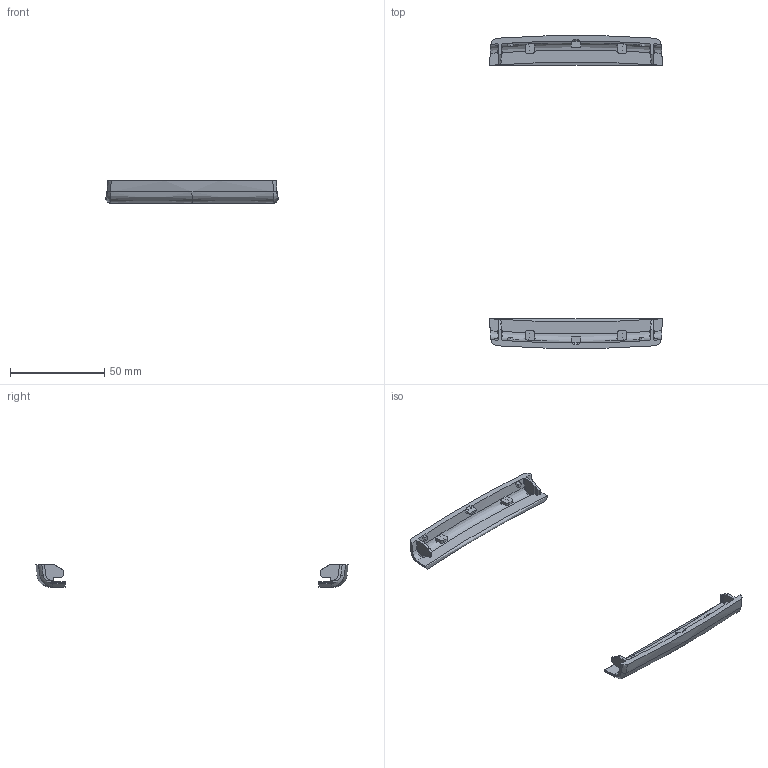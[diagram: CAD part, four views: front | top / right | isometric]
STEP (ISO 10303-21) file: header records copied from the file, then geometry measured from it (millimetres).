
FILE_DESCRIPTION((''),'2;1');
FILE_NAME('93170010_Circum C 1700-7038.stp','2011-05-30T10:57:18',('haertel'),(''),'Autodesk Inventor 2011','Autodesk Inventor 2011','');
FILE_SCHEMA(('AUTOMOTIVE_DESIGN { 1 0 10303 214 1 1 1 1 }'));
Length unit declared in the file: millimetre
Products named in the file (2): 2803064_3D-Einbau-3; 1009896_3D
Assembly tree (2 placements, depth 2):
  2803064_3D-Einbau-3
    1009896_3D  x2
Bounding box: 91.89 x 166 x 11.9 mm (x, y, z)
Volume: 11348.3 mm3; surface area: 9391.6 mm2
Topology: 2 solids, 2 shells, 240 faces, 672 edges, 436 vertices
Faces by surface type: bspline 96, plane 88, cylinder 28, cone 18, torus 10
Entity records: 5886 total; most frequent: CARTESIAN_POINT 3158, ORIENTED_EDGE 656, DIRECTION 398, EDGE_CURVE 328, VERTEX_POINT 216, B_SPLINE_CURVE_WITH_KNOTS 149, AXIS2_PLACEMENT_3D 145, EDGE_LOOP 130
